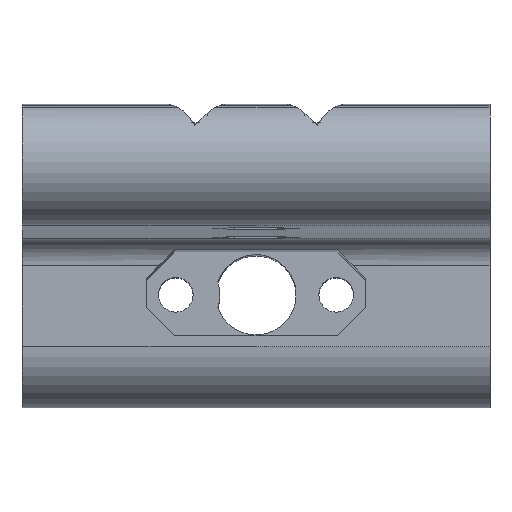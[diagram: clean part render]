
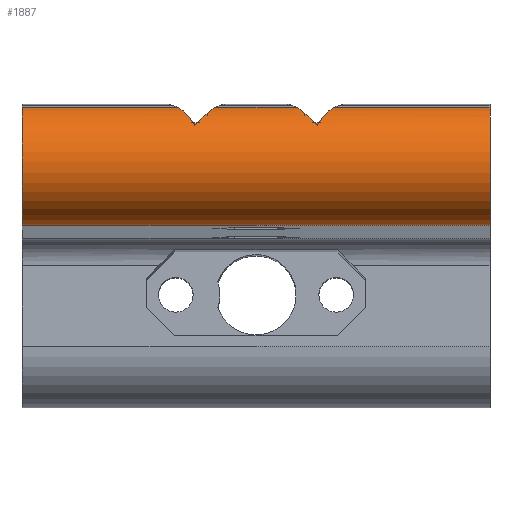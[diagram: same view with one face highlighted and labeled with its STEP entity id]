
A CAD part, front view. The second image highlights one B-rep face of the part: STEP entity #1887.
In plain terms, the highlighted cylindrical face has radius 4.543 mm (diameter 9.086 mm), a partial arc.
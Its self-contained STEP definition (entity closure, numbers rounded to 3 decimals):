
#29=ELLIPSE('',#2016,5.436,4.543);
#47=ELLIPSE('',#2061,5.436,4.543);
#49=ELLIPSE('',#2064,5.436,4.543);
#50=ELLIPSE('',#2066,6.228,4.543);
#51=ELLIPSE('',#2068,6.228,4.543);
#52=ELLIPSE('',#2070,5.371,4.543);
#55=ELLIPSE('',#2076,5.371,4.543);
#56=ELLIPSE('',#2078,6.228,4.543);
#57=ELLIPSE('',#2080,6.228,4.543);
#58=ELLIPSE('',#2082,5.436,4.543);
#78=CYLINDRICAL_SURFACE('',#2083,4.543);
#135=CIRCLE('',#2084,4.543);
#136=CIRCLE('',#2085,4.543);
#228=FACE_OUTER_BOUND('',#333,.T.);
#333=EDGE_LOOP('',(#1617,#1618,#1619,#1620,#1621,#1622,#1623,#1624,#1625,
#1626,#1627,#1628,#1629,#1630,#1631,#1632));
#392=LINE('',#2786,#581);
#410=LINE('',#2829,#599);
#413=LINE('',#2835,#602);
#447=LINE('',#2954,#636);
#581=VECTOR('',#2226,10.);
#599=VECTOR('',#2258,10.);
#602=VECTOR('',#2263,10.);
#636=VECTOR('',#2379,10.);
#775=VERTEX_POINT('',#2783);
#776=VERTEX_POINT('',#2785);
#793=VERTEX_POINT('',#2826);
#794=VERTEX_POINT('',#2828);
#795=VERTEX_POINT('',#2832);
#796=VERTEX_POINT('',#2834);
#827=VERTEX_POINT('',#2950);
#828=VERTEX_POINT('',#2952);
#842=VERTEX_POINT('',#2993);
#887=VERTEX_POINT('',#3134);
#890=VERTEX_POINT('',#3142);
#891=VERTEX_POINT('',#3146);
#893=VERTEX_POINT('',#3152);
#897=VERTEX_POINT('',#3169);
#898=VERTEX_POINT('',#3173);
#900=VERTEX_POINT('',#3179);
#970=EDGE_CURVE('',#776,#775,#392,.T.);
#991=EDGE_CURVE('',#793,#794,#410,.T.);
#994=EDGE_CURVE('',#795,#796,#413,.T.);
#1050=EDGE_CURVE('',#828,#827,#447,.T.);
#1069=EDGE_CURVE('',#795,#842,#29,.T.);
#1140=EDGE_CURVE('',#887,#827,#47,.T.);
#1144=EDGE_CURVE('',#890,#887,#49,.T.);
#1147=EDGE_CURVE('',#891,#890,#50,.T.);
#1149=EDGE_CURVE('',#893,#891,#51,.T.);
#1152=EDGE_CURVE('',#793,#893,#52,.T.);
#1158=EDGE_CURVE('',#897,#794,#55,.T.);
#1161=EDGE_CURVE('',#898,#897,#56,.T.);
#1163=EDGE_CURVE('',#900,#898,#57,.T.);
#1166=EDGE_CURVE('',#842,#900,#58,.T.);
#1167=EDGE_CURVE('',#776,#828,#135,.T.);
#1168=EDGE_CURVE('',#796,#775,#136,.T.);
#1617=ORIENTED_EDGE('',*,*,#1144,.T.);
#1618=ORIENTED_EDGE('',*,*,#1140,.T.);
#1619=ORIENTED_EDGE('',*,*,#1050,.F.);
#1620=ORIENTED_EDGE('',*,*,#1167,.F.);
#1621=ORIENTED_EDGE('',*,*,#970,.T.);
#1622=ORIENTED_EDGE('',*,*,#1168,.F.);
#1623=ORIENTED_EDGE('',*,*,#994,.F.);
#1624=ORIENTED_EDGE('',*,*,#1069,.T.);
#1625=ORIENTED_EDGE('',*,*,#1166,.T.);
#1626=ORIENTED_EDGE('',*,*,#1163,.T.);
#1627=ORIENTED_EDGE('',*,*,#1161,.T.);
#1628=ORIENTED_EDGE('',*,*,#1158,.T.);
#1629=ORIENTED_EDGE('',*,*,#991,.F.);
#1630=ORIENTED_EDGE('',*,*,#1152,.T.);
#1631=ORIENTED_EDGE('',*,*,#1149,.T.);
#1632=ORIENTED_EDGE('',*,*,#1147,.T.);
#1887=ADVANCED_FACE('',(#228),#78,.T.);
#2016=AXIS2_PLACEMENT_3D('',#2994,#2415,#2416);
#2061=AXIS2_PLACEMENT_3D('',#3135,#2556,#2557);
#2064=AXIS2_PLACEMENT_3D('',#3143,#2564,#2565);
#2066=AXIS2_PLACEMENT_3D('',#3148,#2570,#2571);
#2068=AXIS2_PLACEMENT_3D('',#3153,#2575,#2576);
#2070=AXIS2_PLACEMENT_3D('',#3157,#2581,#2582);
#2076=AXIS2_PLACEMENT_3D('',#3170,#2596,#2597);
#2078=AXIS2_PLACEMENT_3D('',#3175,#2602,#2603);
#2080=AXIS2_PLACEMENT_3D('',#3180,#2607,#2608);
#2082=AXIS2_PLACEMENT_3D('',#3184,#2613,#2614);
#2083=AXIS2_PLACEMENT_3D('',#3185,#2615,#2616);
#2084=AXIS2_PLACEMENT_3D('',#3186,#2617,#2618);
#2085=AXIS2_PLACEMENT_3D('',#3187,#2619,#2620);
#2226=DIRECTION('',(1.,0.,0.));
#2258=DIRECTION('',(1.,0.,0.));
#2263=DIRECTION('',(1.,0.,0.));
#2379=DIRECTION('',(1.,0.,0.));
#2415=DIRECTION('center_axis',(0.836,-0.549,0.016));
#2416=DIRECTION('ref_axis',(0.549,0.835,-0.024));
#2556=DIRECTION('center_axis',(-0.836,-0.549,0.016));
#2557=DIRECTION('ref_axis',(-0.549,0.835,-0.024));
#2564=DIRECTION('center_axis',(-0.836,-0.549,0.016));
#2565=DIRECTION('ref_axis',(-0.549,0.835,-0.024));
#2570=DIRECTION('center_axis',(0.729,-0.684,0.02));
#2571=DIRECTION('ref_axis',(0.684,0.729,-0.021));
#2575=DIRECTION('center_axis',(0.729,-0.684,0.02));
#2576=DIRECTION('ref_axis',(0.684,0.729,-0.021));
#2581=DIRECTION('center_axis',(0.846,-0.533,0.015));
#2582=DIRECTION('ref_axis',(0.533,0.845,-0.025));
#2596=DIRECTION('center_axis',(-0.846,-0.533,0.015));
#2597=DIRECTION('ref_axis',(-0.533,0.845,-0.025));
#2602=DIRECTION('center_axis',(-0.729,-0.684,0.02));
#2603=DIRECTION('ref_axis',(-0.684,0.729,-0.021));
#2607=DIRECTION('center_axis',(-0.729,-0.684,0.02));
#2608=DIRECTION('ref_axis',(-0.684,0.729,-0.021));
#2613=DIRECTION('center_axis',(0.836,-0.549,0.016));
#2614=DIRECTION('ref_axis',(0.549,0.835,-0.024));
#2615=DIRECTION('center_axis',(1.,0.,0.));
#2616=DIRECTION('ref_axis',(0.,-0.977,-0.215));
#2617=DIRECTION('center_axis',(-1.,0.,0.));
#2618=DIRECTION('ref_axis',(0.,0.108,-0.994));
#2619=DIRECTION('center_axis',(1.,0.,0.));
#2620=DIRECTION('ref_axis',(0.,-0.32,0.947));
#2783=CARTESIAN_POINT('',(2.107,45.588,19.748));
#2785=CARTESIAN_POINT('',(-32.893,45.588,19.748));
#2786=CARTESIAN_POINT('',(-27.893,45.588,19.748));
#2826=CARTESIAN_POINT('',(-18.411,43.642,28.568));
#2828=CARTESIAN_POINT('',(-12.375,43.642,28.568));
#2829=CARTESIAN_POINT('',(-27.893,43.642,28.568));
#2832=CARTESIAN_POINT('',(-9.513,43.642,28.568));
#2834=CARTESIAN_POINT('',(2.107,43.642,28.568));
#2835=CARTESIAN_POINT('',(-27.893,43.642,28.568));
#2950=CARTESIAN_POINT('',(-21.274,43.642,28.568));
#2952=CARTESIAN_POINT('',(-32.893,43.642,28.568));
#2954=CARTESIAN_POINT('',(-27.893,43.642,28.568));
#2993=CARTESIAN_POINT('',(-10.701,41.799,27.389));
#2994=CARTESIAN_POINT('Origin',(-8.475,45.096,24.264));
#3134=CARTESIAN_POINT('',(-20.086,41.799,27.389));
#3135=CARTESIAN_POINT('Origin',(-22.312,45.096,24.264));
#3142=CARTESIAN_POINT('',(-19.966,41.61,27.177));
#3143=CARTESIAN_POINT('Origin',(-22.312,45.096,24.264));
#3146=CARTESIAN_POINT('',(-19.794,41.799,27.389));
#3148=CARTESIAN_POINT('Origin',(-16.618,45.096,24.264));
#3152=CARTESIAN_POINT('',(-19.054,42.608,28.065));
#3153=CARTESIAN_POINT('Origin',(-16.618,45.096,24.264));
#3157=CARTESIAN_POINT('Origin',(-17.416,45.096,24.264));
#3169=CARTESIAN_POINT('',(-11.733,42.608,28.065));
#3170=CARTESIAN_POINT('Origin',(-13.371,45.096,24.264));
#3173=CARTESIAN_POINT('',(-10.993,41.799,27.389));
#3175=CARTESIAN_POINT('Origin',(-14.169,45.096,24.264));
#3179=CARTESIAN_POINT('',(-10.821,41.61,27.177));
#3180=CARTESIAN_POINT('Origin',(-14.169,45.096,24.264));
#3184=CARTESIAN_POINT('Origin',(-8.475,45.096,24.264));
#3185=CARTESIAN_POINT('Origin',(-27.893,45.096,24.264));
#3186=CARTESIAN_POINT('Origin',(-32.893,45.096,24.264));
#3187=CARTESIAN_POINT('Origin',(2.107,45.096,24.264));
